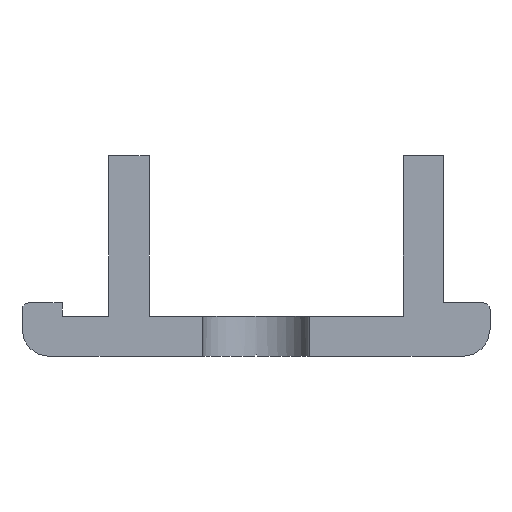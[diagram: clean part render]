
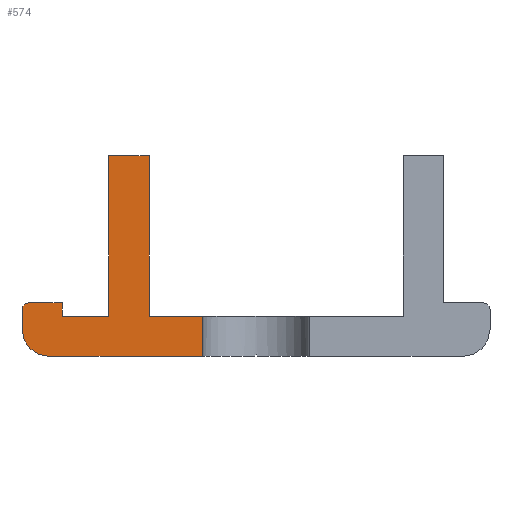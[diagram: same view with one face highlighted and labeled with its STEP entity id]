
A CAD part, front view. The second image highlights one B-rep face of the part: STEP entity #574.
In plain terms, the highlighted planar face has unit normal (0, -1, 0).
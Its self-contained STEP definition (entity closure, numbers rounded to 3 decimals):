
#574=ADVANCED_FACE('',(#1896),#1897,.F.);
#1896=FACE_OUTER_BOUND('',#3381,.T.);
#1897=PLANE('',#3382);
#3381=EDGE_LOOP('',(#8979,#8980,#8981,#8982,#8983,#8984,#8985,#8986,#8987,#8988,#8989,#8990));
#3382=AXIS2_PLACEMENT_3D('',#8991,#8992,#8993);
#8979=ORIENTED_EDGE('',*,*,#12889,.F.);
#8980=ORIENTED_EDGE('',*,*,#13074,.T.);
#8981=ORIENTED_EDGE('',*,*,#12718,.F.);
#8982=ORIENTED_EDGE('',*,*,#12715,.F.);
#8983=ORIENTED_EDGE('',*,*,#12711,.F.);
#8984=ORIENTED_EDGE('',*,*,#13071,.F.);
#8985=ORIENTED_EDGE('',*,*,#13068,.F.);
#8986=ORIENTED_EDGE('',*,*,#13065,.F.);
#8987=ORIENTED_EDGE('',*,*,#13062,.F.);
#8988=ORIENTED_EDGE('',*,*,#13059,.F.);
#8989=ORIENTED_EDGE('',*,*,#13056,.F.);
#8990=ORIENTED_EDGE('',*,*,#13053,.F.);
#8991=CARTESIAN_POINT('',(-6.0,0.0,-11.5));
#8992=DIRECTION('',(-0.0,1.0,0.0));
#8993=DIRECTION('',(1.0,0.0,0.0));
#12711=EDGE_CURVE('',#16785,#16786,#16787,.T.);
#12715=EDGE_CURVE('',#16786,#16793,#16794,.T.);
#12718=EDGE_CURVE('',#16793,#16798,#16799,.T.);
#12889=EDGE_CURVE('',#16970,#16972,#16973,.T.);
#13053=EDGE_CURVE('',#16972,#17141,#17142,.T.);
#13056=EDGE_CURVE('',#17141,#17146,#17147,.T.);
#13059=EDGE_CURVE('',#17146,#17151,#17152,.T.);
#13062=EDGE_CURVE('',#17151,#17156,#17157,.T.);
#13065=EDGE_CURVE('',#17156,#17161,#17162,.T.);
#13068=EDGE_CURVE('',#17161,#17166,#17167,.T.);
#13071=EDGE_CURVE('',#17166,#16785,#17171,.T.);
#13074=EDGE_CURVE('',#16970,#16798,#17174,.T.);
#16785=VERTEX_POINT('',#28069);
#16786=VERTEX_POINT('',#28070);
#16787=LINE('',#28071,#28072);
#16793=VERTEX_POINT('',#28081);
#16794=LINE('',#28082,#28083);
#16798=VERTEX_POINT('',#28089);
#16799=LINE('',#28090,#28091);
#16970=VERTEX_POINT('',#28270);
#16972=VERTEX_POINT('',#28272);
#16973=LINE('',#28273,#28274);
#17141=VERTEX_POINT('',#28445);
#17142=CIRCLE('',#28446,2.0);
#17146=VERTEX_POINT('',#28451);
#17147=LINE('',#28452,#28453);
#17151=VERTEX_POINT('',#28459);
#17152=CIRCLE('',#28460,0.5);
#17156=VERTEX_POINT('',#28465);
#17157=LINE('',#28466,#28467);
#17161=VERTEX_POINT('',#28473);
#17162=LINE('',#28474,#28475);
#17166=VERTEX_POINT('',#28481);
#17167=LINE('',#28482,#28483);
#17171=LINE('',#28489,#28490);
#17174=LINE('',#28495,#28496);
#28069=CARTESIAN_POINT('',(0.0,0.0,0.0));
#28070=CARTESIAN_POINT('',(3.0,0.0,0.));
#28071=CARTESIAN_POINT('',(3.0,0.0,0.));
#28072=VECTOR('',#31270,1000.0);
#28081=CARTESIAN_POINT('',(3.0,0.0,-12.0));
#28082=CARTESIAN_POINT('',(3.0,0.0,-12.0));
#28083=VECTOR('',#31274,1000.0);
#28089=CARTESIAN_POINT('',(7.,0.0,-12.0));
#28090=CARTESIAN_POINT('',(22.0,0.0,-12.0));
#28091=VECTOR('',#31277,1000.0);
#28270=CARTESIAN_POINT('',(7.,0.0,-15.0));
#28272=CARTESIAN_POINT('',(-4.5,0.0,-15.0));
#28273=CARTESIAN_POINT('',(-4.5,0.0,-15.0));
#28274=VECTOR('',#31772,1000.0);
#28445=CARTESIAN_POINT('',(-6.5,0.0,-13.0));
#28446=AXIS2_PLACEMENT_3D('',#32256,#32257,#32258);
#28451=CARTESIAN_POINT('',(-6.5,0.0,-11.5));
#28452=CARTESIAN_POINT('',(-6.5,0.0,-11.5));
#28453=VECTOR('',#32263,1000.0);
#28459=CARTESIAN_POINT('',(-6.0,0.0,-11.0));
#28460=AXIS2_PLACEMENT_3D('',#32266,#32267,#32268);
#28465=CARTESIAN_POINT('',(-3.5,0.0,-11.0));
#28466=CARTESIAN_POINT('',(-3.5,0.0,-11.0));
#28467=VECTOR('',#32273,1000.0);
#28473=CARTESIAN_POINT('',(-3.5,0.0,-12.0));
#28474=CARTESIAN_POINT('',(-3.5,0.0,-12.0));
#28475=VECTOR('',#32276,1000.0);
#28481=CARTESIAN_POINT('',(0.0,0.0,-12.0));
#28482=CARTESIAN_POINT('',(0.0,0.0,-12.0));
#28483=VECTOR('',#32279,1000.0);
#28489=CARTESIAN_POINT('',(0.0,0.0,0.0));
#28490=VECTOR('',#32282,1000.0);
#28495=CARTESIAN_POINT('',(7.,0.0,0.));
#28496=VECTOR('',#32285,1000.0);
#31270=DIRECTION('',(1.0,-0.0,0.));
#31274=DIRECTION('',(0.,-0.0,-1.0));
#31277=DIRECTION('',(1.0,-0.0,0.));
#31772=DIRECTION('',(-1.0,-0.0,0.));
#32256=CARTESIAN_POINT('',(-4.5,0.0,-13.0));
#32257=DIRECTION('',(0.0,1.0,0.0));
#32258=DIRECTION('',(0.0,0.0,1.0));
#32263=DIRECTION('',(-0.0,-0.0,1.0));
#32266=CARTESIAN_POINT('',(-6.0,0.0,-11.5));
#32267=DIRECTION('',(0.0,1.0,0.0));
#32268=DIRECTION('',(0.0,0.0,1.0));
#32273=DIRECTION('',(1.0,-0.0,-0.0));
#32276=DIRECTION('',(-0.0,-0.0,-1.0));
#32279=DIRECTION('',(1.0,-0.0,0.));
#32282=DIRECTION('',(-0.0,-0.0,1.0));
#32285=DIRECTION('',(0.,0.0,1.0));
